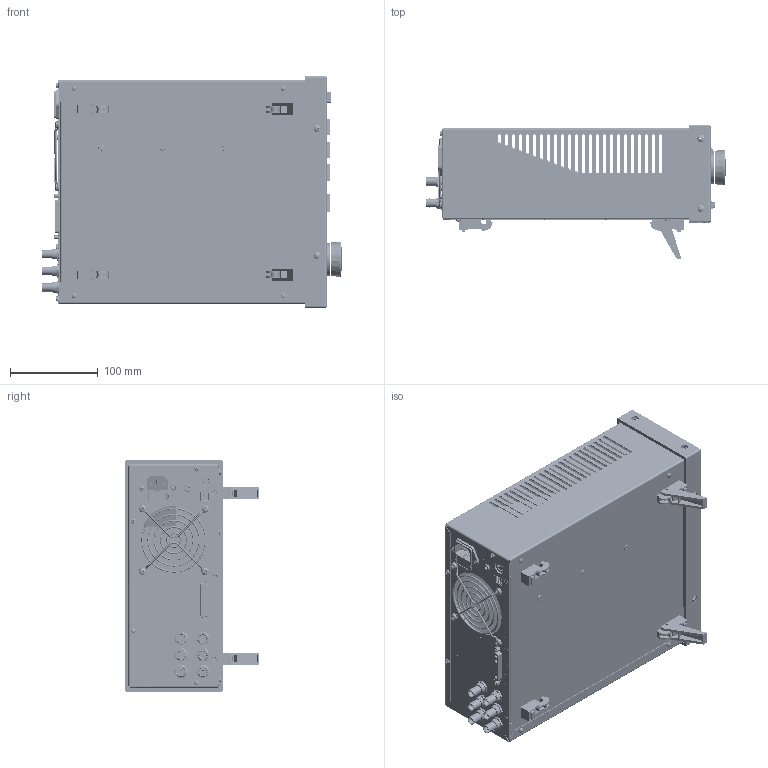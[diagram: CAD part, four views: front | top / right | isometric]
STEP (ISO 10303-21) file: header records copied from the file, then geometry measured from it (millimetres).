
FILE_DESCRIPTION (( 'STEP AP203' ), '1' );
FILE_NAME ('16407-E0W.STEP', '2009-11-26T14:25:33', ( ' ' ), ( ' ' ), 'SwSTEP 2.0', 'SolidWorks 2009', '' );
FILE_SCHEMA (( 'CONFIG_CONTROL_DESIGN' ));
Products named in the file (1): 16407-E0W
Bounding box: 343.22 x 153.33 x 264.6 mm (x, y, z)
Surface area: 741977 mm2 (no closed solid volume)
Topology: 0 solids, 524 shells, 2644 faces, 19235 edges, 16976 vertices
Faces by surface type: plane 1527, cylinder 718, torus 120, cone 119, bspline 98, sphere 62
Entity records: 234902 total; most frequent: CARTESIAN_POINT 99213, DIRECTION 25047, ORIENTED_EDGE 23303, EDGE_CURVE 19231, VERTEX_POINT 16976, VECTOR 11175, LINE 11175, AXIS2_PLACEMENT_3D 6936
